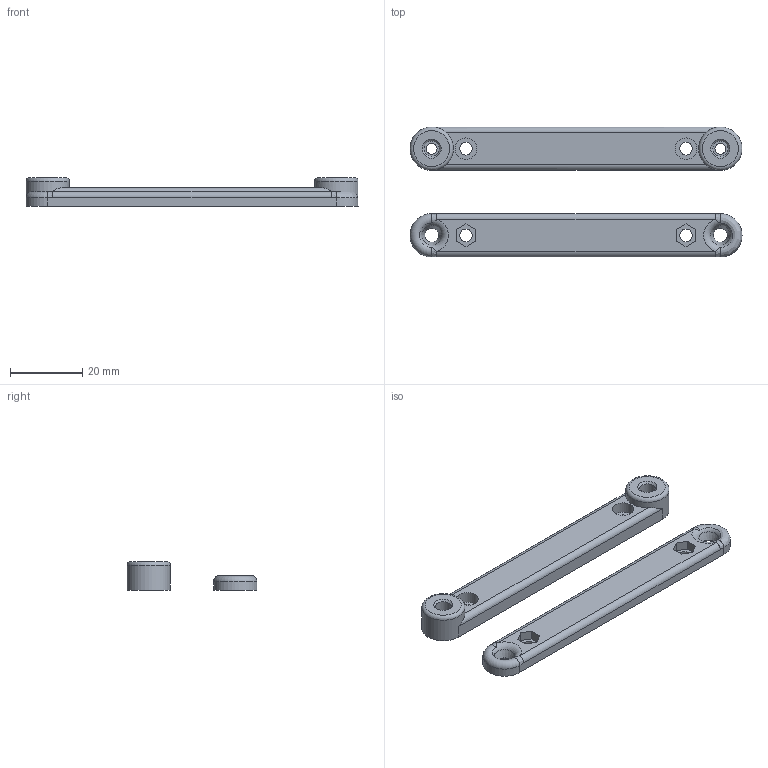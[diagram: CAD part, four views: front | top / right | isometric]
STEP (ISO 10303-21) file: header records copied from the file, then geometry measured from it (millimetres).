
FILE_DESCRIPTION(/* description */ (''),/* implementation_level */ '2;1');
FILE_NAME(/* name */ 'dry_box_ptfe_tube_exit.step',/* time_stamp */ '2021-07-10T12:29:06-07:00',/* author */ (''),/* organization */ (''),/* preprocessor_version */ 'ST-DEVELOPER v18.1',/* originating_system */ 'Autodesk Translation Framework v10.9.0.1377',/* authorisation */ '');
FILE_SCHEMA (('AUTOMOTIVE_DESIGN { 1 0 10303 214 3 1 1 }'));
Length unit declared in the file: millimetre
Products named in the file (1): Filament Blocks (No Magnets)
Bounding box: 92 x 36 x 8 mm (x, y, z)
Volume: 9608.8 mm3; surface area: 6481 mm2
Topology: 2 solids, 2 shells, 64 faces, 152 edges, 96 vertices
Faces by surface type: plane 28, cylinder 18, cone 8, torus 5, bspline 5
Full cylindrical faces by diameter (mm): 3 x2, 3.5 x4, 4.3 x2, 6 x2, 12 x2
Entity records: 2206 total; most frequent: CARTESIAN_POINT 651, DIRECTION 318, ORIENTED_EDGE 304, EDGE_CURVE 152, AXIS2_PLACEMENT_3D 121, VERTEX_POINT 96, EDGE_LOOP 84, LINE 76
